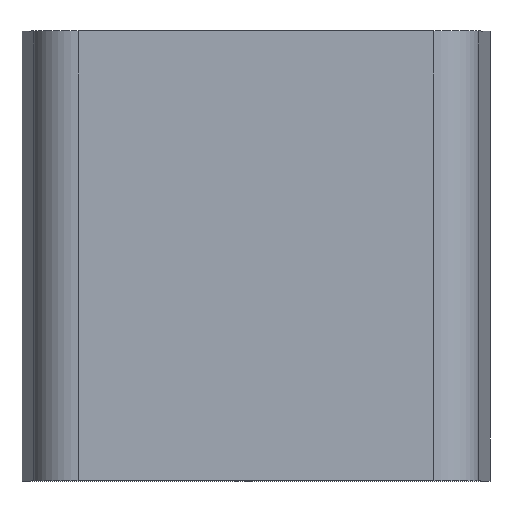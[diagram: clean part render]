
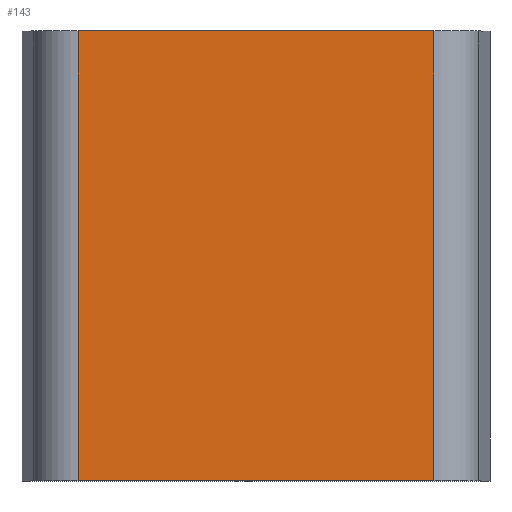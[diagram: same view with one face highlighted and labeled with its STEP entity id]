
A CAD part, top view. The second image highlights one B-rep face of the part: STEP entity #143.
In plain terms, the highlighted planar face has unit normal (0, 0, 1).
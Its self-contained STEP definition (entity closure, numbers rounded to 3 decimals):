
#19=PLANE('',#169);
#27=FACE_OUTER_BOUND('',#35,.T.);
#35=EDGE_LOOP('',(#125,#126,#127,#128));
#37=LINE('',#217,#51);
#42=LINE('',#229,#56);
#46=LINE('',#240,#60);
#50=LINE('',#248,#64);
#51=VECTOR('',#177,10.);
#56=VECTOR('',#188,10.);
#60=VECTOR('',#198,10.);
#64=VECTOR('',#208,10.);
#70=VERTEX_POINT('',#214);
#71=VERTEX_POINT('',#216);
#75=VERTEX_POINT('',#228);
#78=VERTEX_POINT('',#236);
#82=EDGE_CURVE('',#70,#71,#37,.T.);
#88=EDGE_CURVE('',#71,#75,#42,.T.);
#94=EDGE_CURVE('',#75,#78,#46,.T.);
#98=EDGE_CURVE('',#70,#78,#50,.T.);
#125=ORIENTED_EDGE('',*,*,#82,.F.);
#126=ORIENTED_EDGE('',*,*,#98,.T.);
#127=ORIENTED_EDGE('',*,*,#94,.F.);
#128=ORIENTED_EDGE('',*,*,#88,.F.);
#143=ADVANCED_FACE('',(#27),#19,.T.);
#169=AXIS2_PLACEMENT_3D('',#247,#206,#207);
#177=DIRECTION('',(0.,-1.,0.));
#188=DIRECTION('',(-1.,0.,0.));
#198=DIRECTION('',(0.,1.,0.));
#206=DIRECTION('center_axis',(0.,0.,1.));
#207=DIRECTION('ref_axis',(1.,0.,0.));
#208=DIRECTION('',(-1.,0.,0.));
#214=CARTESIAN_POINT('',(0.494,0.625,0.45));
#216=CARTESIAN_POINT('',(0.494,-0.625,0.45));
#217=CARTESIAN_POINT('',(0.494,-0.625,0.45));
#228=CARTESIAN_POINT('',(-0.494,-0.625,0.45));
#229=CARTESIAN_POINT('',(0.6,-0.625,0.45));
#236=CARTESIAN_POINT('',(-0.494,0.625,0.45));
#240=CARTESIAN_POINT('',(-0.494,-0.625,0.45));
#247=CARTESIAN_POINT('Origin',(-0.6,-0.625,0.45));
#248=CARTESIAN_POINT('',(-0.3,0.625,0.45));
